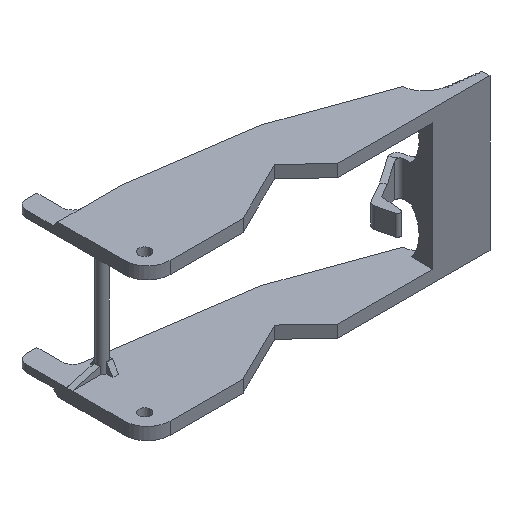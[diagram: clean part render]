
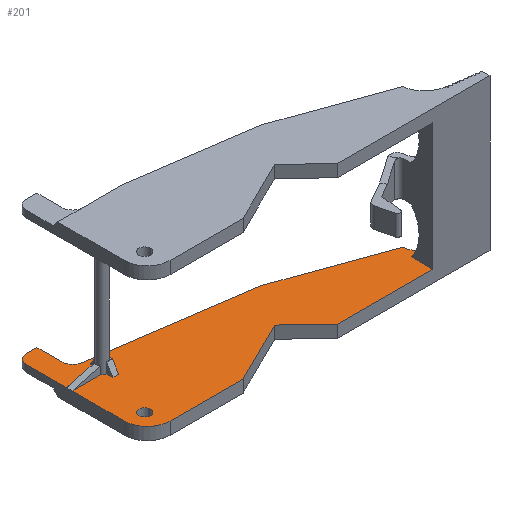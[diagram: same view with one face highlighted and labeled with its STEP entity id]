
A CAD part, isometric view. The second image highlights one B-rep face of the part: STEP entity #201.
In plain terms, the highlighted planar face has unit normal (0, 0, 1).
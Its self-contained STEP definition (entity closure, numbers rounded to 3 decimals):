
#147=FACE_BOUND('',#509,.T.);
#148=FACE_BOUND('',#510,.T.);
#201=ADVANCED_FACE('',(#147,#148),#313,.F.);
#313=PLANE('',#2521);
#509=EDGE_LOOP('',(#983,#984,#985,#986,#987,#988,#989,#990,#991,#992,#993,
#994,#995,#996,#997,#998,#999,#1000,#1001,#1002,#1003,#1004,#1005,#1006,
#1007));
#510=EDGE_LOOP('',(#1008));
#657=CIRCLE('',#2479,4.5);
#668=CIRCLE('',#2497,2.);
#669=CIRCLE('',#2504,4.);
#671=CIRCLE('',#2507,1.5);
#673=CIRCLE('',#2518,0.9);
#674=CIRCLE('',#2519,0.9);
#675=CIRCLE('',#2520,1.);
#983=ORIENTED_EDGE('',*,*,#1610,.F.);
#984=ORIENTED_EDGE('',*,*,#1814,.T.);
#985=ORIENTED_EDGE('',*,*,#1815,.F.);
#986=ORIENTED_EDGE('',*,*,#1816,.T.);
#987=ORIENTED_EDGE('',*,*,#1817,.F.);
#988=ORIENTED_EDGE('',*,*,#1818,.F.);
#989=ORIENTED_EDGE('',*,*,#1819,.T.);
#990=ORIENTED_EDGE('',*,*,#1820,.T.);
#991=ORIENTED_EDGE('',*,*,#1821,.F.);
#992=ORIENTED_EDGE('',*,*,#1822,.F.);
#993=ORIENTED_EDGE('',*,*,#1608,.F.);
#994=ORIENTED_EDGE('',*,*,#1797,.T.);
#995=ORIENTED_EDGE('',*,*,#1789,.T.);
#996=ORIENTED_EDGE('',*,*,#1787,.F.);
#997=ORIENTED_EDGE('',*,*,#1785,.F.);
#998=ORIENTED_EDGE('',*,*,#1804,.T.);
#999=ORIENTED_EDGE('',*,*,#1594,.T.);
#1000=ORIENTED_EDGE('',*,*,#1823,.F.);
#1001=ORIENTED_EDGE('',*,*,#1754,.T.);
#1002=ORIENTED_EDGE('',*,*,#1800,.T.);
#1003=ORIENTED_EDGE('',*,*,#1603,.T.);
#1004=ORIENTED_EDGE('',*,*,#1783,.T.);
#1005=ORIENTED_EDGE('',*,*,#1796,.T.);
#1006=ORIENTED_EDGE('',*,*,#1793,.T.);
#1007=ORIENTED_EDGE('',*,*,#1799,.T.);
#1008=ORIENTED_EDGE('',*,*,#1824,.T.);
#1372=VERTEX_POINT('',#3304);
#1373=VERTEX_POINT('',#3306);
#1381=VERTEX_POINT('',#3323);
#1382=VERTEX_POINT('',#3325);
#1386=VERTEX_POINT('',#3334);
#1387=VERTEX_POINT('',#3336);
#1388=VERTEX_POINT('',#3338);
#1389=VERTEX_POINT('',#3340);
#1504=VERTEX_POINT('',#3618);
#1505=VERTEX_POINT('',#3619);
#1530=VERTEX_POINT('',#3697);
#1531=VERTEX_POINT('',#3701);
#1532=VERTEX_POINT('',#3703);
#1533=VERTEX_POINT('',#3707);
#1534=VERTEX_POINT('',#3711);
#1537=VERTEX_POINT('',#3718);
#1538=VERTEX_POINT('',#3720);
#1543=VERTEX_POINT('',#3758);
#1544=VERTEX_POINT('',#3760);
#1545=VERTEX_POINT('',#3762);
#1546=VERTEX_POINT('',#3764);
#1547=VERTEX_POINT('',#3766);
#1548=VERTEX_POINT('',#3768);
#1549=VERTEX_POINT('',#3770);
#1550=VERTEX_POINT('',#3772);
#1551=VERTEX_POINT('',#3776);
#1594=EDGE_CURVE('',#1373,#1372,#1931,.T.);
#1603=EDGE_CURVE('',#1382,#1381,#1939,.T.);
#1608=EDGE_CURVE('',#1386,#1387,#1944,.T.);
#1610=EDGE_CURVE('',#1388,#1389,#1946,.T.);
#1754=EDGE_CURVE('',#1504,#1505,#657,.T.);
#1783=EDGE_CURVE('',#1381,#1530,#668,.T.);
#1785=EDGE_CURVE('',#1531,#1532,#2041,.T.);
#1787=EDGE_CURVE('',#1532,#1533,#2043,.T.);
#1789=EDGE_CURVE('',#1534,#1533,#2045,.T.);
#1793=EDGE_CURVE('',#1538,#1537,#2049,.T.);
#1796=EDGE_CURVE('',#1530,#1538,#2052,.T.);
#1797=EDGE_CURVE('',#1386,#1534,#669,.T.);
#1799=EDGE_CURVE('',#1537,#1389,#671,.T.);
#1800=EDGE_CURVE('',#1505,#1382,#2053,.T.);
#1804=EDGE_CURVE('',#1531,#1373,#2057,.T.);
#1814=EDGE_CURVE('',#1388,#1543,#2066,.T.);
#1815=EDGE_CURVE('',#1544,#1543,#673,.T.);
#1816=EDGE_CURVE('',#1544,#1545,#2067,.T.);
#1817=EDGE_CURVE('',#1546,#1545,#2068,.T.);
#1818=EDGE_CURVE('',#1547,#1546,#2069,.T.);
#1819=EDGE_CURVE('',#1547,#1548,#2070,.T.);
#1820=EDGE_CURVE('',#1548,#1549,#2071,.T.);
#1821=EDGE_CURVE('',#1550,#1549,#674,.T.);
#1822=EDGE_CURVE('',#1387,#1550,#2072,.T.);
#1823=EDGE_CURVE('',#1504,#1372,#2073,.T.);
#1824=EDGE_CURVE('',#1551,#1551,#675,.T.);
#1931=LINE('',#3305,#2161);
#1939=LINE('',#3324,#2169);
#1944=LINE('',#3335,#2174);
#1946=LINE('',#3339,#2176);
#2041=LINE('',#3702,#2271);
#2043=LINE('',#3706,#2273);
#2045=LINE('',#3710,#2275);
#2049=LINE('',#3719,#2279);
#2052=LINE('',#3724,#2282);
#2053=LINE('',#3731,#2283);
#2057=LINE('',#3738,#2287);
#2066=LINE('',#3757,#2296);
#2067=LINE('',#3761,#2297);
#2068=LINE('',#3763,#2298);
#2069=LINE('',#3765,#2299);
#2070=LINE('',#3767,#2300);
#2071=LINE('',#3769,#2301);
#2072=LINE('',#3773,#2302);
#2073=LINE('',#3774,#2303);
#2161=VECTOR('',#2621,1.);
#2169=VECTOR('',#2633,1.);
#2174=VECTOR('',#2640,1.);
#2176=VECTOR('',#2642,1.);
#2271=VECTOR('',#2947,1.);
#2273=VECTOR('',#2951,1.);
#2275=VECTOR('',#2955,1.);
#2279=VECTOR('',#2961,1.);
#2282=VECTOR('',#2966,1.);
#2283=VECTOR('',#2979,1.);
#2287=VECTOR('',#2989,1.);
#2296=VECTOR('',#3010,1.);
#2297=VECTOR('',#3013,1.);
#2298=VECTOR('',#3014,1.);
#2299=VECTOR('',#3015,1.);
#2300=VECTOR('',#3016,1.);
#2301=VECTOR('',#3017,1.);
#2302=VECTOR('',#3020,1.);
#2303=VECTOR('',#3021,1.);
#2479=AXIS2_PLACEMENT_3D('',#3617,#2890,#2891);
#2497=AXIS2_PLACEMENT_3D('',#3698,#2942,#2943);
#2504=AXIS2_PLACEMENT_3D('',#3726,#2969,#2970);
#2507=AXIS2_PLACEMENT_3D('',#3729,#2975,#2976);
#2518=AXIS2_PLACEMENT_3D('',#3759,#3011,#3012);
#2519=AXIS2_PLACEMENT_3D('',#3771,#3018,#3019);
#2520=AXIS2_PLACEMENT_3D('',#3775,#3022,#3023);
#2521=AXIS2_PLACEMENT_3D('',#3777,#3024,#3025);
#2621=DIRECTION('',(0.,1.,0.));
#2633=DIRECTION('',(-0.99,0.144,0.));
#2640=DIRECTION('',(0.,1.,0.));
#2642=DIRECTION('',(0.,1.,0.));
#2890=DIRECTION('',(0.,0.,-1.));
#2891=DIRECTION('',(-1.,0.,0.));
#2942=DIRECTION('',(0.,0.,-1.));
#2943=DIRECTION('',(-1.,0.,0.));
#2947=DIRECTION('',(-0.724,0.69,0.));
#2951=DIRECTION('',(-0.896,-0.444,0.));
#2955=DIRECTION('',(1.,0.,0.));
#2961=DIRECTION('',(-1.,0.,0.));
#2966=DIRECTION('',(0.,1.,0.));
#2969=DIRECTION('',(0.,0.,1.));
#2970=DIRECTION('',(-1.,0.,0.));
#2975=DIRECTION('',(0.,0.,1.));
#2976=DIRECTION('',(-1.,0.,0.));
#2979=DIRECTION('',(-0.941,0.339,0.));
#2989=DIRECTION('',(1.,0.,0.));
#3010=DIRECTION('',(1.,0.,0.));
#3011=DIRECTION('',(0.,0.,1.));
#3012=DIRECTION('',(1.,0.,0.));
#3013=DIRECTION('',(0.,1.,0.));
#3014=DIRECTION('',(-1.,0.,0.));
#3015=DIRECTION('',(0.,1.,0.));
#3016=DIRECTION('',(-1.,0.,0.));
#3017=DIRECTION('',(0.,1.,0.));
#3018=DIRECTION('',(0.,0.,1.));
#3019=DIRECTION('',(1.,0.,0.));
#3020=DIRECTION('',(1.,0.,0.));
#3021=DIRECTION('',(-1.,0.,0.));
#3022=DIRECTION('',(0.,0.,-1.));
#3023=DIRECTION('',(0.,1.,0.));
#3024=DIRECTION('',(0.,0.,-1.));
#3025=DIRECTION('',(-1.,0.,0.));
#3304=CARTESIAN_POINT('',(50.,3.8,2.15));
#3305=CARTESIAN_POINT('',(50.,25.,2.15));
#3306=CARTESIAN_POINT('',(50.,0.,2.15));
#3323=CARTESIAN_POINT('',(5.211,16.521,2.15));
#3324=CARTESIAN_POINT('',(5.211,16.521,2.15));
#3325=CARTESIAN_POINT('',(32.6,12.525,2.15));
#3334=CARTESIAN_POINT('',(0.,4.,2.15));
#3335=CARTESIAN_POINT('',(0.,22.8,2.15));
#3336=CARTESIAN_POINT('',(0.,13.1,2.15));
#3338=CARTESIAN_POINT('',(0.,14.1,2.15));
#3339=CARTESIAN_POINT('',(0.,22.8,2.15));
#3340=CARTESIAN_POINT('',(0.,21.3,2.15));
#3617=CARTESIAN_POINT('',(55.16,6.6,2.15));
#3618=CARTESIAN_POINT('',(51.637,3.8,2.15));
#3619=CARTESIAN_POINT('',(50.7,6.,2.15));
#3697=CARTESIAN_POINT('',(3.5,18.5,2.15));
#3698=CARTESIAN_POINT('',(5.5,18.5,2.15));
#3701=CARTESIAN_POINT('',(33.362,0.,2.15));
#3702=CARTESIAN_POINT('',(27.7,5.4,2.15));
#3703=CARTESIAN_POINT('',(27.7,5.4,2.15));
#3706=CARTESIAN_POINT('',(16.8,0.,2.15));
#3707=CARTESIAN_POINT('',(16.8,0.,2.15));
#3710=CARTESIAN_POINT('',(-0.3,0.,2.15));
#3711=CARTESIAN_POINT('',(4.,0.,2.15));
#3718=CARTESIAN_POINT('',(1.5,22.8,2.15));
#3719=CARTESIAN_POINT('',(0.,22.8,2.15));
#3720=CARTESIAN_POINT('',(3.5,22.8,2.15));
#3724=CARTESIAN_POINT('',(3.5,22.8,2.15));
#3726=CARTESIAN_POINT('',(4.,4.,2.15));
#3729=CARTESIAN_POINT('',(1.5,21.3,2.15));
#3731=CARTESIAN_POINT('',(32.6,12.525,2.15));
#3738=CARTESIAN_POINT('',(-0.3,0.,2.15));
#3757=CARTESIAN_POINT('',(0.,14.1,2.15));
#3758=CARTESIAN_POINT('',(4.952,14.1,2.15));
#3759=CARTESIAN_POINT('',(5.7,13.6,2.15));
#3760=CARTESIAN_POINT('',(5.6,14.494,2.15));
#3761=CARTESIAN_POINT('',(5.6,11.6,2.15));
#3762=CARTESIAN_POINT('',(5.6,15.6,2.15));
#3763=CARTESIAN_POINT('',(6.6,15.6,2.15));
#3764=CARTESIAN_POINT('',(6.6,15.6,2.15));
#3765=CARTESIAN_POINT('',(6.6,11.6,2.15));
#3766=CARTESIAN_POINT('',(6.6,11.6,2.15));
#3767=CARTESIAN_POINT('',(6.6,11.6,2.15));
#3768=CARTESIAN_POINT('',(5.6,11.6,2.15));
#3769=CARTESIAN_POINT('',(5.6,11.6,2.15));
#3770=CARTESIAN_POINT('',(5.6,12.706,2.15));
#3771=CARTESIAN_POINT('',(5.7,13.6,2.15));
#3772=CARTESIAN_POINT('',(4.952,13.1,2.15));
#3773=CARTESIAN_POINT('',(0.,13.1,2.15));
#3774=CARTESIAN_POINT('',(60.,3.8,2.15));
#3775=CARTESIAN_POINT('',(3.1,3.54,2.15));
#3776=CARTESIAN_POINT('',(3.1,4.54,2.15));
#3777=CARTESIAN_POINT('',(-0.3,0.,2.15));
